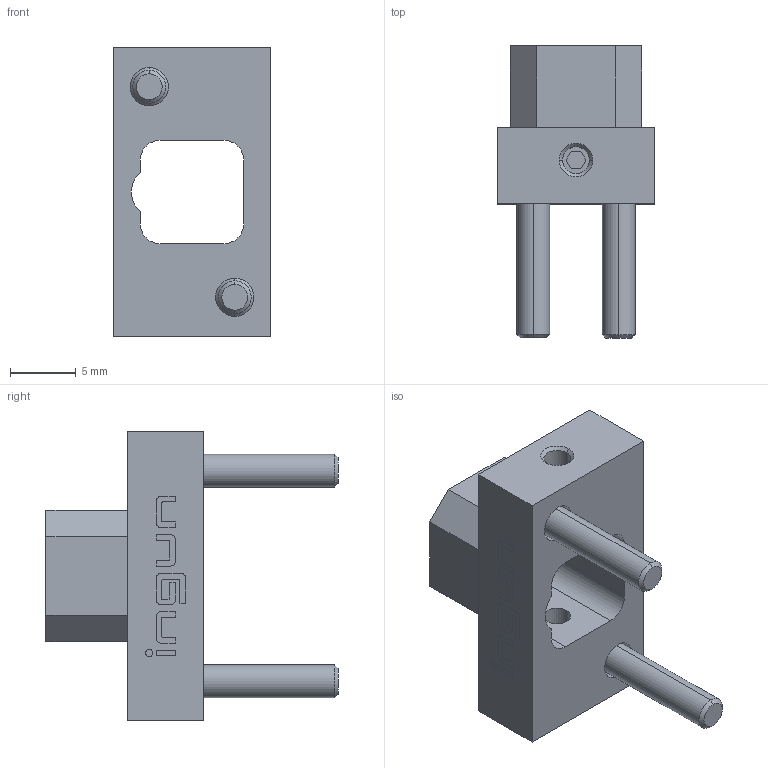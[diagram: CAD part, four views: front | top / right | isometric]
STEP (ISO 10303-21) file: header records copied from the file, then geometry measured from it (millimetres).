
FILE_DESCRIPTION (( 'STEP AP203' ), '1' );
FILE_NAME ('INGUN_KS-802_MTNT-1.STEP', '2021-02-12T09:48:28', ( '' ), ( '' ), 'SwSTEP 2.0', 'SolidWorks 2018', '' );
FILE_SCHEMA (( 'CONFIG_CONTROL_DESIGN' ));
Length unit declared in the file: millimetre
Products named in the file (1): INGUN_KS-802_MTNT-1
Bounding box: 12 x 22.2 x 22 mm (x, y, z)
Volume: 1408.7 mm3; surface area: 1774.7 mm2
Topology: 1 solids, 1 shells, 174 faces, 454 edges, 296 vertices
Faces by surface type: plane 81, cylinder 77, cone 16
Entity records: 5453 total; most frequent: DIRECTION 974, CARTESIAN_POINT 925, ORIENTED_EDGE 908, EDGE_CURVE 454, AXIS2_PLACEMENT_3D 345, VERTEX_POINT 296, VECTOR 284, LINE 284
